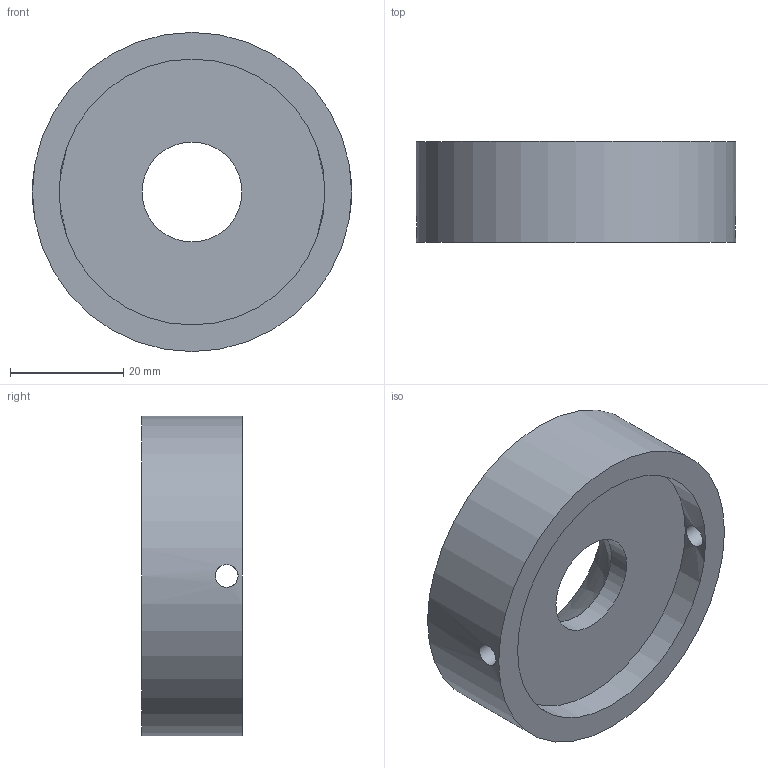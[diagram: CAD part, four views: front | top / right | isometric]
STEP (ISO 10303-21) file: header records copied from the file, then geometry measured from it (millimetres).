
FILE_DESCRIPTION (( 'STEP AP214' ), '1' );
FILE_NAME ('CTSC-002852.STEP', '2026-01-13T16:41:42', ( '' ), ( '' ), 'SwSTEP 2.0', 'SolidWorks 2023', '' );
FILE_SCHEMA (( 'AUTOMOTIVE_DESIGN' ));
Length unit declared in the file: inch
Products named in the file (1): CTSC-002852
Bounding box: 56.39 x 17.78 x 56.39 mm (x, y, z)
Volume: 30304.1 mm3; surface area: 9023.1 mm2
Topology: 1 solids, 1 shells, 9 faces, 19 edges, 13 vertices
Faces by surface type: cylinder 5, plane 3, cone 1
Full cylindrical faces by diameter (mm): 4.039 x2, 17.653 x1, 46.965 x1, 56.388 x1
Entity records: 447 total; most frequent: CARTESIAN_POINT 248, DIRECTION 34, EDGE_LOOP 22, ORIENTED_EDGE 22, AXIS2_PLACEMENT_3D 17, FACE_OUTER_BOUND 14, EDGE_CURVE 11, VERTEX_POINT 11
